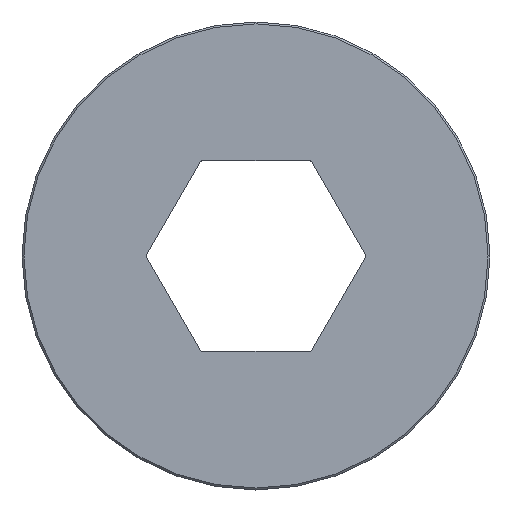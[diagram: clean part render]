
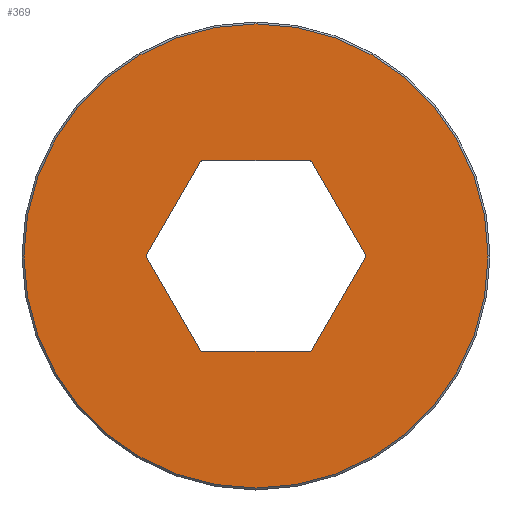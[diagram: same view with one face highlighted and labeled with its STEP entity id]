
A CAD part, top view. The second image highlights one B-rep face of the part: STEP entity #369.
In plain terms, the highlighted planar face has unit normal (0, 0, 1).
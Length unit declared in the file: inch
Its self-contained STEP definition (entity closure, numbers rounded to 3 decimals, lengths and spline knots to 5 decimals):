
#16=PLANE('',#404);
#34=FACE_BOUND('',#75,.T.);
#46=FACE_OUTER_BOUND('',#74,.T.);
#74=EDGE_LOOP('',(#256));
#75=EDGE_LOOP('',(#257,#258,#259,#260,#261,#262,#263,#264,#265,#266,#267,
#268));
#95=LINE('',#578,#119);
#96=LINE('',#582,#120);
#97=LINE('',#586,#121);
#98=LINE('',#589,#122);
#99=LINE('',#591,#123);
#100=LINE('',#595,#124);
#119=VECTOR('',#471,0.27944);
#120=VECTOR('',#474,0.27944);
#121=VECTOR('',#477,0.27944);
#122=VECTOR('',#480,0.27944);
#123=VECTOR('',#481,0.27944);
#124=VECTOR('',#484,0.27944);
#142=CIRCLE('',#388,0.008);
#145=CIRCLE('',#393,0.6075);
#152=CIRCLE('',#405,0.008);
#153=CIRCLE('',#406,0.008);
#154=CIRCLE('',#407,0.008);
#155=CIRCLE('',#408,0.008);
#156=CIRCLE('',#409,0.008);
#164=VERTEX_POINT('',#546);
#165=VERTEX_POINT('',#548);
#168=VERTEX_POINT('',#557);
#175=VERTEX_POINT('',#576);
#176=VERTEX_POINT('',#577);
#177=VERTEX_POINT('',#579);
#178=VERTEX_POINT('',#581);
#179=VERTEX_POINT('',#583);
#180=VERTEX_POINT('',#585);
#181=VERTEX_POINT('',#587);
#182=VERTEX_POINT('',#590);
#183=VERTEX_POINT('',#592);
#184=VERTEX_POINT('',#594);
#197=EDGE_CURVE('',#165,#164,#142,.T.);
#201=EDGE_CURVE('',#168,#168,#145,.T.);
#208=EDGE_CURVE('',#175,#176,#95,.T.);
#209=EDGE_CURVE('',#176,#177,#152,.T.);
#210=EDGE_CURVE('',#177,#178,#96,.T.);
#211=EDGE_CURVE('',#178,#179,#153,.T.);
#212=EDGE_CURVE('',#179,#180,#97,.T.);
#213=EDGE_CURVE('',#180,#181,#154,.T.);
#214=EDGE_CURVE('',#181,#165,#98,.T.);
#215=EDGE_CURVE('',#164,#182,#99,.T.);
#216=EDGE_CURVE('',#182,#183,#155,.T.);
#217=EDGE_CURVE('',#183,#184,#100,.T.);
#218=EDGE_CURVE('',#184,#175,#156,.T.);
#256=ORIENTED_EDGE('',*,*,#201,.T.);
#257=ORIENTED_EDGE('',*,*,#208,.T.);
#258=ORIENTED_EDGE('',*,*,#209,.T.);
#259=ORIENTED_EDGE('',*,*,#210,.T.);
#260=ORIENTED_EDGE('',*,*,#211,.T.);
#261=ORIENTED_EDGE('',*,*,#212,.T.);
#262=ORIENTED_EDGE('',*,*,#213,.T.);
#263=ORIENTED_EDGE('',*,*,#214,.T.);
#264=ORIENTED_EDGE('',*,*,#197,.T.);
#265=ORIENTED_EDGE('',*,*,#215,.T.);
#266=ORIENTED_EDGE('',*,*,#216,.T.);
#267=ORIENTED_EDGE('',*,*,#217,.T.);
#268=ORIENTED_EDGE('',*,*,#218,.T.);
#369=ADVANCED_FACE('',(#46,#34),#16,.T.);
#388=AXIS2_PLACEMENT_3D('',#549,#436,#437);
#393=AXIS2_PLACEMENT_3D('',#558,#447,#448);
#404=AXIS2_PLACEMENT_3D('',#575,#469,#470);
#405=AXIS2_PLACEMENT_3D('',#580,#472,#473);
#406=AXIS2_PLACEMENT_3D('',#584,#475,#476);
#407=AXIS2_PLACEMENT_3D('',#588,#478,#479);
#408=AXIS2_PLACEMENT_3D('',#593,#482,#483);
#409=AXIS2_PLACEMENT_3D('',#596,#485,#486);
#436=DIRECTION('center_axis',(0.,0.,-1.));
#437=DIRECTION('ref_axis',(1.,0.,0.));
#447=DIRECTION('center_axis',(0.,0.,1.));
#448=DIRECTION('ref_axis',(1.,0.,0.));
#469=DIRECTION('center_axis',(0.,0.,1.));
#470=DIRECTION('ref_axis',(1.,0.,0.));
#471=DIRECTION('',(-0.5,0.866,0.));
#472=DIRECTION('center_axis',(0.,0.,-1.));
#473=DIRECTION('ref_axis',(1.,0.,0.));
#474=DIRECTION('',(0.5,0.866,0.));
#475=DIRECTION('center_axis',(0.,0.,-1.));
#476=DIRECTION('ref_axis',(1.,0.,0.));
#477=DIRECTION('',(1.,0.,0.));
#478=DIRECTION('center_axis',(0.,0.,-1.));
#479=DIRECTION('ref_axis',(1.,0.,0.));
#480=DIRECTION('',(0.5,-0.866,0.));
#481=DIRECTION('',(-0.5,-0.866,0.));
#482=DIRECTION('center_axis',(0.,0.,-1.));
#483=DIRECTION('ref_axis',(1.,0.,0.));
#484=DIRECTION('',(-1.,0.,0.));
#485=DIRECTION('center_axis',(0.,0.,-1.));
#486=DIRECTION('ref_axis',(1.,0.,0.));
#546=CARTESIAN_POINT('',(0.28637,-0.004,0.3121));
#548=CARTESIAN_POINT('',(0.28637,0.004,0.3121));
#549=CARTESIAN_POINT('Origin',(0.27944,0.,
0.3121));
#557=CARTESIAN_POINT('',(-0.6075,0.,0.3121));
#558=CARTESIAN_POINT('Origin',(0.,0.,0.3121));
#575=CARTESIAN_POINT('Origin',(0.6125,0.,0.3121));
#576=CARTESIAN_POINT('',(-0.14665,-0.246,0.3121));
#577=CARTESIAN_POINT('',(-0.28637,-0.004,0.3121));
#578=CARTESIAN_POINT('',(-0.14434,-0.25,0.3121));
#579=CARTESIAN_POINT('',(-0.28637,0.004,0.3121));
#580=CARTESIAN_POINT('Origin',(-0.27944,0.,
0.3121));
#581=CARTESIAN_POINT('',(-0.14665,0.246,0.3121));
#582=CARTESIAN_POINT('',(-0.28868,0.,0.3121));
#583=CARTESIAN_POINT('',(-0.13972,0.25,0.3121));
#584=CARTESIAN_POINT('Origin',(-0.13972,0.242,0.3121));
#585=CARTESIAN_POINT('',(0.13972,0.25,0.3121));
#586=CARTESIAN_POINT('',(-0.14434,0.25,0.3121));
#587=CARTESIAN_POINT('',(0.14665,0.246,0.3121));
#588=CARTESIAN_POINT('Origin',(0.13972,0.242,0.3121));
#589=CARTESIAN_POINT('',(0.14434,0.25,0.3121));
#590=CARTESIAN_POINT('',(0.14665,-0.246,0.3121));
#591=CARTESIAN_POINT('',(0.28868,0.,0.3121));
#592=CARTESIAN_POINT('',(0.13972,-0.25,0.3121));
#593=CARTESIAN_POINT('Origin',(0.13972,-0.242,0.3121));
#594=CARTESIAN_POINT('',(-0.13972,-0.25,0.3121));
#595=CARTESIAN_POINT('',(0.14434,-0.25,0.3121));
#596=CARTESIAN_POINT('Origin',(-0.13972,-0.242,0.3121));
